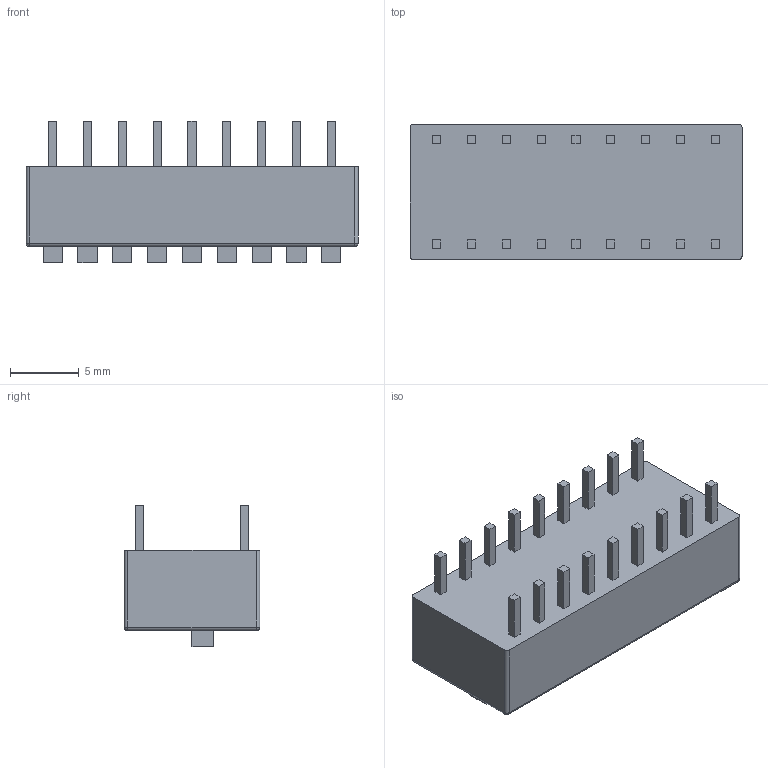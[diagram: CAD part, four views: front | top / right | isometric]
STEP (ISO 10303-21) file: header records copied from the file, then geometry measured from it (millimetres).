
FILE_DESCRIPTION (( 'STEP AP203' ), '1' );
FILE_NAME ('Dip Switch 9.STEP', '2019-12-20T17:25:46', ( '' ), ( '' ), 'SwSTEP 2.0', 'SolidWorks 2017', '' );
FILE_SCHEMA (( 'CONFIG_CONTROL_DESIGN' ));
Length unit declared in the file: millimetre
Products named in the file (1): Dip Switch 9
Bounding box: 24.22 x 9.9 x 10.35 mm (x, y, z)
Volume: 1445 mm3; surface area: 1342.2 mm2
Topology: 19 solids, 19 shells, 261 faces, 580 edges, 380 vertices
Faces by surface type: plane 249, cylinder 8, sphere 4
Entity records: 7071 total; most frequent: CARTESIAN_POINT 1218, ORIENTED_EDGE 1152, DIRECTION 1116, EDGE_CURVE 576, LINE 560, VECTOR 560, VERTEX_POINT 380, EDGE_LOOP 288
